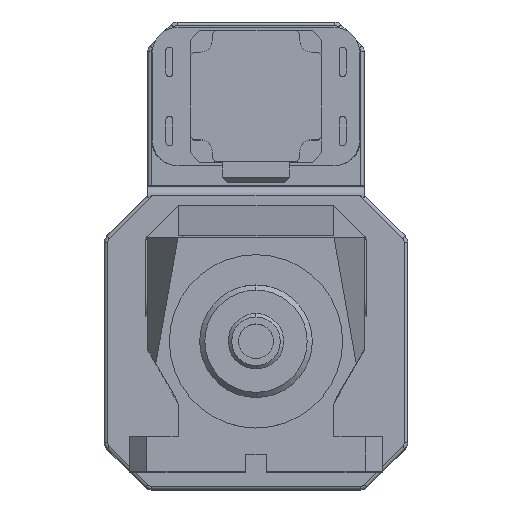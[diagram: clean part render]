
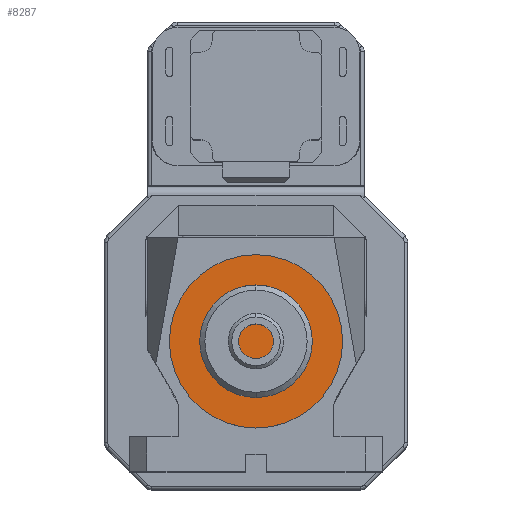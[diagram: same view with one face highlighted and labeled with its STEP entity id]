
A CAD part, top view. The second image highlights one B-rep face of the part: STEP entity #8287.
In plain terms, the highlighted planar face has unit normal (0, 0, 1).
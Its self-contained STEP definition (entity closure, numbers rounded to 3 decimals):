
#4184 = DIRECTION ( 'NONE',  ( -1., 0., 0. ) ) ;
#4185 = DIRECTION ( 'NONE',  ( 0., 0., -1. ) ) ;
#4186 = CARTESIAN_POINT ( 'NONE',  ( 0., 0., 367. ) ) ;
#4187 = AXIS2_PLACEMENT_3D ( 'NONE', #4186, #4185, #4184 ) ;
#4188 = CIRCLE ( 'NONE', #4187, 50. ) ;
#4189 = DIRECTION ( 'NONE',  ( 1., 0., 0. ) ) ;
#4190 = DIRECTION ( 'NONE',  ( 0., 0., 1. ) ) ;
#4191 = CARTESIAN_POINT ( 'NONE',  ( 0., 0., 367. ) ) ;
#4192 = AXIS2_PLACEMENT_3D ( 'NONE', #4191, #4190, #4189 ) ;
#4193 = PLANE ( 'NONE',  #4192 ) ;
#4194 = FACE_OUTER_BOUND ( 'NONE', #8288, .T. ) ;
#4308 = CARTESIAN_POINT ( 'NONE',  ( 0., 0., 367. ) ) ;
#4362 = CARTESIAN_POINT ( 'NONE',  ( 50., 0., 367. ) ) ;
#4363 = CARTESIAN_POINT ( 'NONE',  ( -50., 0., 367. ) ) ;
#4364 = DIRECTION ( 'NONE',  ( -1., 0., 0. ) ) ;
#4365 = DIRECTION ( 'NONE',  ( 0., 0., -1. ) ) ;
#4366 = AXIS2_PLACEMENT_3D ( 'NONE', #4308, #4365, #4364 ) ;
#4367 = CIRCLE ( 'NONE', #4366, 50. ) ;
#8287 = ADVANCED_FACE ( 'NONE', ( #4194 ), #4193, .T. ) ;
#8288 = EDGE_LOOP ( 'NONE', ( #8289, #8290 ) ) ;
#8289 = ORIENTED_EDGE ( 'NONE', *, *, #8359, .F. ) ;
#8290 = ORIENTED_EDGE ( 'NONE', *, *, #8291, .F. ) ;
#8291 = EDGE_CURVE ( 'NONE', #8361, #8360, #4188, .T. ) ;
#8359 = EDGE_CURVE ( 'NONE', #8360, #8361, #4367, .T. ) ;
#8360 = VERTEX_POINT ( 'NONE', #4363 ) ;
#8361 = VERTEX_POINT ( 'NONE', #4362 ) ;
